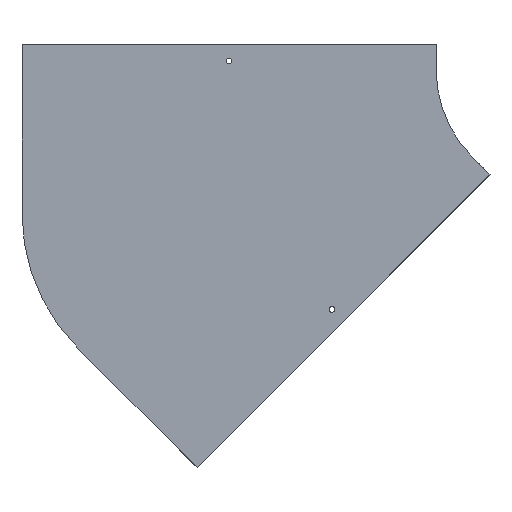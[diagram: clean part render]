
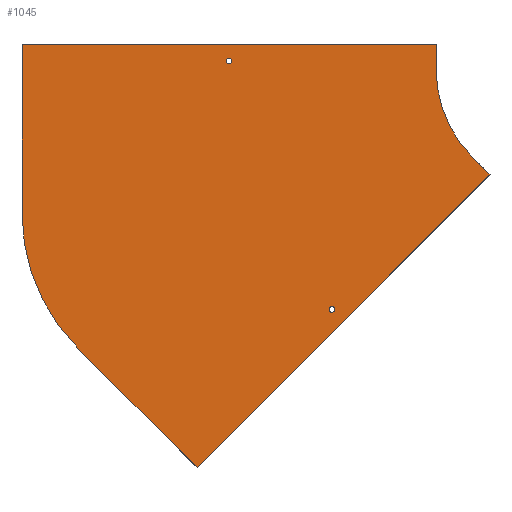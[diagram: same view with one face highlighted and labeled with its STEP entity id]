
A CAD part, front view. The second image highlights one B-rep face of the part: STEP entity #1045.
In plain terms, the highlighted planar face has unit normal (0, -1, 0).
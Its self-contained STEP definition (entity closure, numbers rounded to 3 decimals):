
#23 = VERTEX_POINT ( 'NONE', #642 ) ;
#46 = LINE ( 'NONE', #695, #48 ) ;
#48 = VECTOR ( 'NONE', #696, 1000. ) ;
#49 = CIRCLE ( 'NONE', #868, 150. ) ;
#61 = LINE ( 'NONE', #726, #64 ) ;
#64 = VECTOR ( 'NONE', #727, 1000. ) ;
#73 = LINE ( 'NONE', #738, #76 ) ;
#76 = VECTOR ( 'NONE', #739, 1000. ) ;
#83 = VERTEX_POINT ( 'NONE', #746 ) ;
#84 = VERTEX_POINT ( 'NONE', #747 ) ;
#122 = DIRECTION ( 'NONE',  ( 0., 0., 1. ) ) ;
#123 = DIRECTION ( 'NONE',  ( 0., 1., 0. ) ) ;
#124 = CARTESIAN_POINT ( 'NONE',  ( -20., 0., -203.97 ) ) ;
#141 = CARTESIAN_POINT ( 'NONE',  ( 124.228, 0., -319.914 ) ) ;
#142 = DIRECTION ( 'NONE',  ( 0., -1., 0. ) ) ;
#143 = DIRECTION ( 'NONE',  ( 0., 0., 1. ) ) ;
#145 = CARTESIAN_POINT ( 'NONE',  ( 0., 0., -20. ) ) ;
#146 = DIRECTION ( 'NONE',  ( 0., -1., 0. ) ) ;
#147 = DIRECTION ( 'NONE',  ( 0., 0., 1. ) ) ;
#259 = EDGE_LOOP ( 'NONE', ( #1125, #1126, #1127, #1128, #1129, #1130, #1131, #1132 ) ) ;
#260 = EDGE_LOOP ( 'NONE', ( #1124 ) ) ;
#303 = EDGE_LOOP ( 'NONE', ( #1123 ) ) ;
#337 = LINE ( 'NONE', #589, #338 ) ;
#338 = VECTOR ( 'NONE', #586, 1000. ) ;
#340 = CIRCLE ( 'NONE', #1247, 230. ) ;
#355 = CIRCLE ( 'NONE', #1253, 3.5 ) ;
#360 = CIRCLE ( 'NONE', #1254, 3.5 ) ;
#393 = VERTEX_POINT ( 'NONE', #625 ) ;
#397 = VERTEX_POINT ( 'NONE', #621 ) ;
#404 = VERTEX_POINT ( 'NONE', #616 ) ;
#407 = VERTEX_POINT ( 'NONE', #613 ) ;
#409 = VERTEX_POINT ( 'NONE', #611 ) ;
#419 = VERTEX_POINT ( 'NONE', #601 ) ;
#420 = VERTEX_POINT ( 'NONE', #600 ) ;
#510 = FACE_OUTER_BOUND ( 'NONE', #259, .T. ) ;
#516 = FACE_BOUND ( 'NONE', #303, .T. ) ;
#519 = FACE_BOUND ( 'NONE', #260, .T. ) ;
#541 = LINE ( 'NONE', #670, #547 ) ;
#547 = VECTOR ( 'NONE', #673, 1000. ) ;
#560 = LINE ( 'NONE', #679, #563 ) ;
#563 = VECTOR ( 'NONE', #680, 1000. ) ;
#586 = DIRECTION ( 'NONE',  ( -0.707, 0., 0.707 ) ) ;
#589 = CARTESIAN_POINT ( 'NONE',  ( -182.635, 0., -366.604 ) ) ;
#600 = CARTESIAN_POINT ( 'NONE',  ( 250., 0., 0. ) ) ;
#601 = CARTESIAN_POINT ( 'NONE',  ( -250., 0., 0. ) ) ;
#611 = CARTESIAN_POINT ( 'NONE',  ( 250., 0., -30. ) ) ;
#613 = CARTESIAN_POINT ( 'NONE',  ( 293.934, 0., -136.066 ) ) ;
#616 = CARTESIAN_POINT ( 'NONE',  ( -182.635, 0., -366.604 ) ) ;
#621 = CARTESIAN_POINT ( 'NONE',  ( 315.147, 0., -157.279 ) ) ;
#625 = CARTESIAN_POINT ( 'NONE',  ( -38.406, 0., -510.833 ) ) ;
#642 = CARTESIAN_POINT ( 'NONE',  ( -250., 0., -203.97 ) ) ;
#670 = CARTESIAN_POINT ( 'NONE',  ( -250., 0., 0. ) ) ;
#673 = DIRECTION ( 'NONE',  ( 0., 0., 1. ) ) ;
#679 = CARTESIAN_POINT ( 'NONE',  ( -250., 0., 0. ) ) ;
#680 = DIRECTION ( 'NONE',  ( 1., 0., 0. ) ) ;
#695 = CARTESIAN_POINT ( 'NONE',  ( 250., 0., 0. ) ) ;
#696 = DIRECTION ( 'NONE',  ( 0., 0., -1. ) ) ;
#709 = CARTESIAN_POINT ( 'NONE',  ( 400., 0., -30. ) ) ;
#710 = DIRECTION ( 'NONE',  ( 0., -1., 0. ) ) ;
#711 = DIRECTION ( 'NONE',  ( 0., 0., -1. ) ) ;
#726 = CARTESIAN_POINT ( 'NONE',  ( 315.147, 0., -157.279 ) ) ;
#727 = DIRECTION ( 'NONE',  ( 0.707, 0., -0.707 ) ) ;
#738 = CARTESIAN_POINT ( 'NONE',  ( -38.406, 0., -510.833 ) ) ;
#739 = DIRECTION ( 'NONE',  ( -0.707, 0., -0.707 ) ) ;
#746 = CARTESIAN_POINT ( 'NONE',  ( 124.228, 0., -316.414 ) ) ;
#747 = CARTESIAN_POINT ( 'NONE',  ( 0., 0., -16.5 ) ) ;
#770 = EDGE_CURVE ( 'NONE', #393, #404, #337, .T. ) ;
#773 = EDGE_CURVE ( 'NONE', #404, #23, #340, .T. ) ;
#783 = EDGE_CURVE ( 'NONE', #83, #83, #355, .T. ) ;
#784 = EDGE_CURVE ( 'NONE', #84, #84, #360, .T. ) ;
#846 = AXIS2_PLACEMENT_3D ( 'NONE', #968, #965, #971 ) ;
#868 = AXIS2_PLACEMENT_3D ( 'NONE', #709, #710, #711 ) ;
#965 = DIRECTION ( 'NONE',  ( 0., 1., 0. ) ) ;
#968 = CARTESIAN_POINT ( 'NONE',  ( -20., 0., -203.97 ) ) ;
#969 = PLANE ( 'NONE',  #846 ) ;
#971 = DIRECTION ( 'NONE',  ( 0., 0., 1. ) ) ;
#1045 = ADVANCED_FACE ( 'NONE', ( #516, #519, #510 ), #969, .F. ) ;
#1123 = ORIENTED_EDGE ( 'NONE', *, *, #783, .F. ) ;
#1124 = ORIENTED_EDGE ( 'NONE', *, *, #784, .F. ) ;
#1125 = ORIENTED_EDGE ( 'NONE', *, *, #770, .F. ) ;
#1126 = ORIENTED_EDGE ( 'NONE', *, *, #1242, .F. ) ;
#1127 = ORIENTED_EDGE ( 'NONE', *, *, #1236, .F. ) ;
#1128 = ORIENTED_EDGE ( 'NONE', *, *, #1229, .F. ) ;
#1129 = ORIENTED_EDGE ( 'NONE', *, *, #1226, .F. ) ;
#1130 = ORIENTED_EDGE ( 'NONE', *, *, #1215, .F. ) ;
#1131 = ORIENTED_EDGE ( 'NONE', *, *, #1211, .F. ) ;
#1132 = ORIENTED_EDGE ( 'NONE', *, *, #773, .F. ) ;
#1211 = EDGE_CURVE ( 'NONE', #23, #419, #541, .T. ) ;
#1215 = EDGE_CURVE ( 'NONE', #419, #420, #560, .T. ) ;
#1226 = EDGE_CURVE ( 'NONE', #420, #409, #46, .T. ) ;
#1229 = EDGE_CURVE ( 'NONE', #409, #407, #49, .T. ) ;
#1236 = EDGE_CURVE ( 'NONE', #407, #397, #61, .T. ) ;
#1242 = EDGE_CURVE ( 'NONE', #397, #393, #73, .T. ) ;
#1247 = AXIS2_PLACEMENT_3D ( 'NONE', #124, #123, #122 ) ;
#1253 = AXIS2_PLACEMENT_3D ( 'NONE', #141, #142, #143 ) ;
#1254 = AXIS2_PLACEMENT_3D ( 'NONE', #145, #146, #147 ) ;
